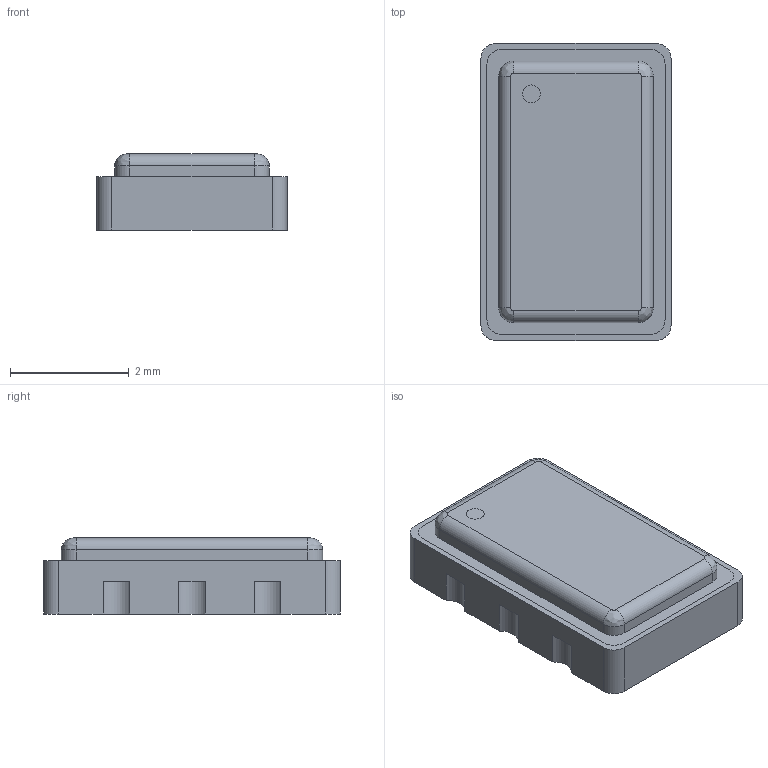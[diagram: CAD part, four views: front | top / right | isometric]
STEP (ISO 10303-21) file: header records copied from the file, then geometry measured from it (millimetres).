
FILE_DESCRIPTION(/* description */ (''),/* implementation_level */ '2;1');
FILE_NAME(/* name */ 'OSC_SILICON-LAB_SI514.stp',/* time_stamp */ '2015-12-11T14:15:24+01:00',/* author */ ('riccim'),/* organization */ (''),/* preprocessor_version */ 'ST-DEVELOPER v15.5',/* originating_system */ 'AutoCAD Mechanical',/* authorisation */ ', , ');
FILE_SCHEMA (('AUTOMOTIVE_DESIGN { 1 0 10303 214 3 1 1 }'));
Length unit declared in the file: millimetre
Products named in the file (1): Product
Bounding box: 3.2 x 5 x 1.28 mm (x, y, z)
Volume: 18.5 mm3; surface area: 153.4 mm2
Topology: 11 solids, 11 shells, 162 faces, 414 edges, 276 vertices
Faces by surface type: plane 128, cylinder 30, bspline 4
Full cylindrical faces by diameter (mm): 0.3 x2
Entity records: 4915 total; most frequent: CARTESIAN_POINT 883, ORIENTED_EDGE 824, DIRECTION 798, EDGE_CURVE 412, LINE 344, VECTOR 344, VERTEX_POINT 276, AXIS2_PLACEMENT_3D 227
